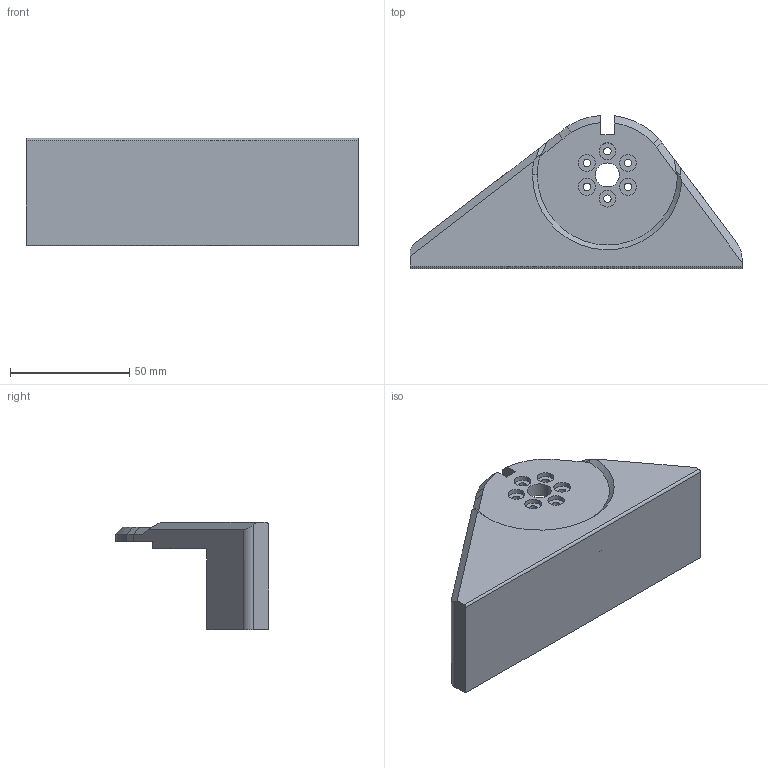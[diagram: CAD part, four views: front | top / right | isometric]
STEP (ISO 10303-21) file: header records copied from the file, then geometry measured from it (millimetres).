
FILE_DESCRIPTION (( 'STEP AP214' ), '1' );
FILE_NAME ('逋傷7.STEP', '2024-10-08T00:27:01', ( '' ), ( '' ), 'SwSTEP 2.0', 'SolidWorks 2020', '' );
FILE_SCHEMA (( 'AUTOMOTIVE_DESIGN' ));
Length unit declared in the file: millimetre
Products named in the file (1): 逋傷7
Bounding box: 138.94 x 64.03 x 45 mm (x, y, z)
Volume: 95970.2 mm3; surface area: 26108.4 mm2
Topology: 1 solids, 1 shells, 76 faces, 200 edges, 132 vertices
Faces by surface type: cylinder 40, plane 24, cone 7, torus 3, bspline 2
Entity records: 2652 total; most frequent: CARTESIAN_POINT 679, DIRECTION 413, ORIENTED_EDGE 400, EDGE_CURVE 200, AXIS2_PLACEMENT_3D 165, VERTEX_POINT 132, EDGE_LOOP 96, CIRCLE 90
